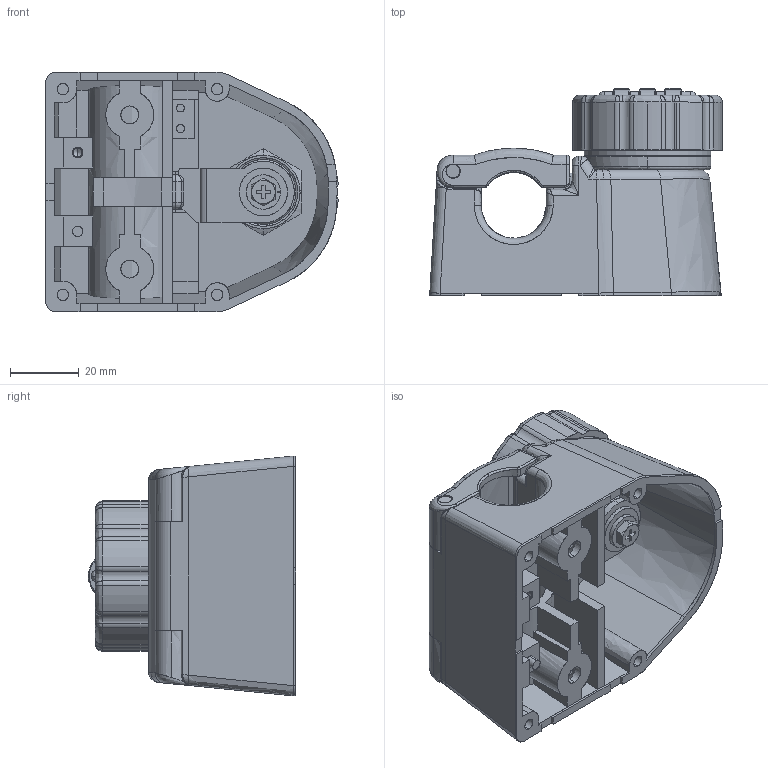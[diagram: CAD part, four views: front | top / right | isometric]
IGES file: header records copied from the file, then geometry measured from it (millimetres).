
Start section: SolidWorks IGES file using analytic representation for surfaces
Global section: file name: C-441-D.IGS,15; native system: HSolidWorks 2018; preprocessor: SolidWorks 2018; author: 1337yo; date: 200401.134002; units: millimetre
Bounding box: 85.33 x 60.6 x 70 mm (x, y, z)
Surface area: 74199.3 mm2 (no closed solid volume)
Topology: 0 solids, 0 shells, 1248 faces, 14882 edges, 14858 vertices
Faces by surface type: bspline 688, revolution 560
